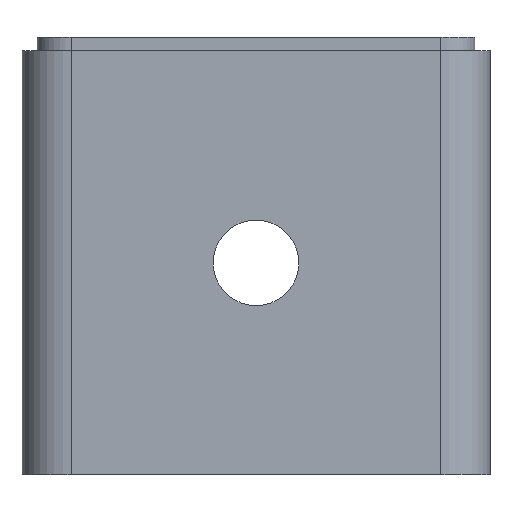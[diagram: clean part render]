
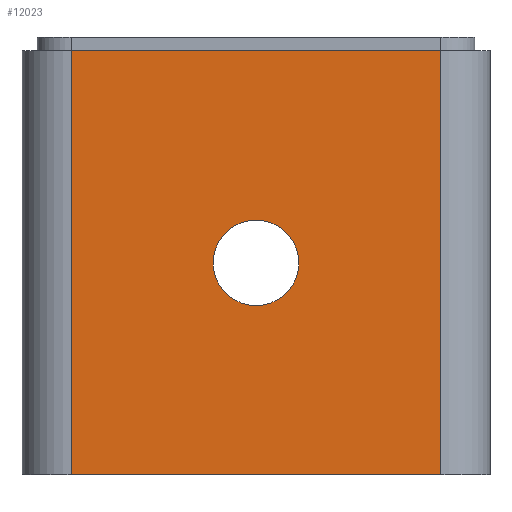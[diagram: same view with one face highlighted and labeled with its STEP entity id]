
A CAD part, left-side view. The second image highlights one B-rep face of the part: STEP entity #12023.
In plain terms, the highlighted planar face has unit normal (-1, 0, 0).
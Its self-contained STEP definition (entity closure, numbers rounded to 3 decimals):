
#649=FACE_BOUND('',#1951,.T.);
#773=PLANE('',#12802);
#1248=FACE_OUTER_BOUND('',#1950,.T.);
#1950=EDGE_LOOP('',(#8810,#8811,#8812,#8813));
#1951=EDGE_LOOP('',(#8814));
#2738=LINE('',#16236,#4049);
#2764=LINE('',#16314,#4075);
#2765=LINE('',#16317,#4076);
#2766=LINE('',#16318,#4077);
#4049=VECTOR('',#13709,10.);
#4075=VECTOR('',#13793,10.);
#4076=VECTOR('',#13796,10.);
#4077=VECTOR('',#13797,10.);
#5240=CIRCLE('',#12688,6.25);
#5392=VERTEX_POINT('',#15981);
#5474=VERTEX_POINT('',#16233);
#5475=VERTEX_POINT('',#16235);
#5498=VERTEX_POINT('',#16312);
#5499=VERTEX_POINT('',#16316);
#6618=EDGE_CURVE('',#5392,#5392,#5240,.T.);
#6745=EDGE_CURVE('',#5474,#5475,#2738,.T.);
#6784=EDGE_CURVE('',#5498,#5474,#2764,.T.);
#6785=EDGE_CURVE('',#5499,#5498,#2765,.T.);
#6786=EDGE_CURVE('',#5499,#5475,#2766,.T.);
#8810=ORIENTED_EDGE('',*,*,#6784,.F.);
#8811=ORIENTED_EDGE('',*,*,#6785,.F.);
#8812=ORIENTED_EDGE('',*,*,#6786,.T.);
#8813=ORIENTED_EDGE('',*,*,#6745,.F.);
#8814=ORIENTED_EDGE('',*,*,#6618,.T.);
#12023=ADVANCED_FACE('',(#1248,#649),#773,.T.);
#12688=AXIS2_PLACEMENT_3D('',#15982,#13453,#13454);
#12802=AXIS2_PLACEMENT_3D('',#16315,#13794,#13795);
#13453=DIRECTION('center_axis',(1.,0.,0.));
#13454=DIRECTION('ref_axis',(0.,-1.,0.));
#13709=DIRECTION('',(0.,-1.,0.));
#13793=DIRECTION('',(0.,0.,1.));
#13794=DIRECTION('center_axis',(-1.,0.,0.));
#13795=DIRECTION('ref_axis',(0.,1.,0.));
#13796=DIRECTION('',(0.,1.,0.));
#13797=DIRECTION('',(0.,0.,1.));
#15981=CARTESIAN_POINT('',(-12.2,36.25,31.));
#15982=CARTESIAN_POINT('Origin',(-12.2,30.,31.));
#16233=CARTESIAN_POINT('',(-12.2,57.,62.));
#16235=CARTESIAN_POINT('',(-12.2,3.,62.));
#16236=CARTESIAN_POINT('',(-12.2,57.,62.));
#16312=CARTESIAN_POINT('',(-12.2,57.,0.));
#16314=CARTESIAN_POINT('',(-12.2,57.,5.));
#16315=CARTESIAN_POINT('Origin',(-12.2,3.,5.));
#16316=CARTESIAN_POINT('',(-12.2,3.,0.));
#16317=CARTESIAN_POINT('',(-12.2,57.,0.));
#16318=CARTESIAN_POINT('',(-12.2,3.,5.));
